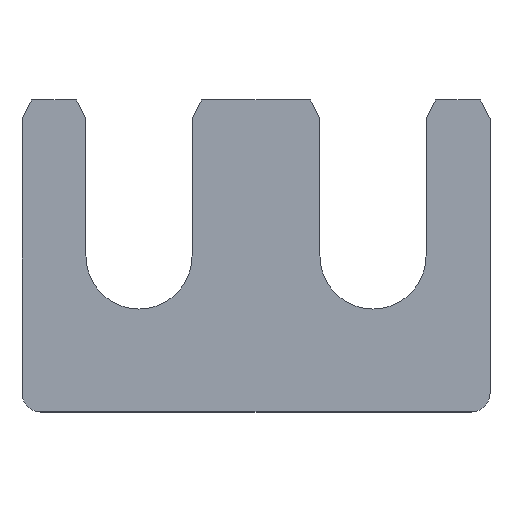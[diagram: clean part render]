
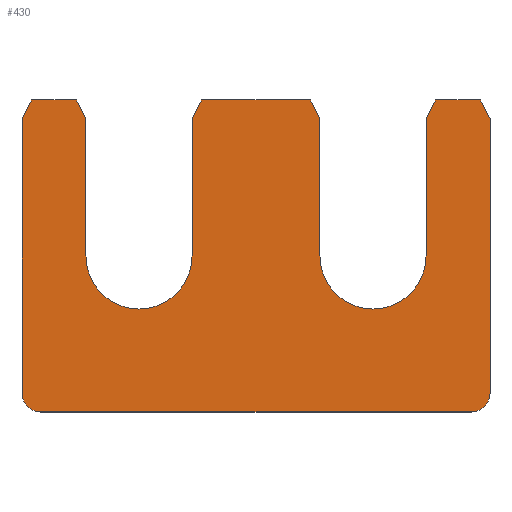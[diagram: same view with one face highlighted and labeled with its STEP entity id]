
A CAD part, top view. The second image highlights one B-rep face of the part: STEP entity #430.
In plain terms, the highlighted planar face has unit normal (0, 0, 1).
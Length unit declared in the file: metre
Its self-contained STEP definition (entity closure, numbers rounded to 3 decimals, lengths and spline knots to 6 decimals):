
#13=CIRCLE('',#449,0.004318);
#15=CIRCLE('',#457,0.001524);
#17=CIRCLE('',#461,0.001524);
#19=CIRCLE('',#469,0.004318);
#104=ORIENTED_EDGE('',*,*,#146,.F.);
#105=ORIENTED_EDGE('',*,*,#150,.F.);
#106=ORIENTED_EDGE('',*,*,#153,.F.);
#107=ORIENTED_EDGE('',*,*,#156,.T.);
#108=ORIENTED_EDGE('',*,*,#159,.T.);
#109=ORIENTED_EDGE('',*,*,#162,.T.);
#110=ORIENTED_EDGE('',*,*,#165,.F.);
#111=ORIENTED_EDGE('',*,*,#168,.F.);
#112=ORIENTED_EDGE('',*,*,#171,.T.);
#113=ORIENTED_EDGE('',*,*,#174,.F.);
#114=ORIENTED_EDGE('',*,*,#177,.T.);
#115=ORIENTED_EDGE('',*,*,#180,.T.);
#116=ORIENTED_EDGE('',*,*,#183,.T.);
#117=ORIENTED_EDGE('',*,*,#186,.T.);
#118=ORIENTED_EDGE('',*,*,#189,.F.);
#119=ORIENTED_EDGE('',*,*,#192,.F.);
#120=ORIENTED_EDGE('',*,*,#195,.T.);
#121=ORIENTED_EDGE('',*,*,#198,.T.);
#122=ORIENTED_EDGE('',*,*,#201,.T.);
#123=ORIENTED_EDGE('',*,*,#203,.T.);
#146=EDGE_CURVE('',#206,#207,#246,.T.);
#150=EDGE_CURVE('',#209,#206,#250,.T.);
#153=EDGE_CURVE('',#211,#209,#13,.T.);
#156=EDGE_CURVE('',#211,#213,#254,.T.);
#159=EDGE_CURVE('',#213,#215,#257,.T.);
#162=EDGE_CURVE('',#215,#217,#260,.T.);
#165=EDGE_CURVE('',#219,#217,#263,.T.);
#168=EDGE_CURVE('',#221,#219,#266,.T.);
#171=EDGE_CURVE('',#221,#223,#15,.T.);
#174=EDGE_CURVE('',#225,#223,#270,.T.);
#177=EDGE_CURVE('',#225,#227,#17,.T.);
#180=EDGE_CURVE('',#227,#229,#274,.T.);
#183=EDGE_CURVE('',#229,#231,#277,.T.);
#186=EDGE_CURVE('',#231,#233,#280,.T.);
#189=EDGE_CURVE('',#235,#233,#283,.T.);
#192=EDGE_CURVE('',#237,#235,#286,.T.);
#195=EDGE_CURVE('',#237,#239,#19,.T.);
#198=EDGE_CURVE('',#239,#241,#290,.T.);
#201=EDGE_CURVE('',#241,#243,#293,.T.);
#203=EDGE_CURVE('',#243,#207,#295,.T.);
#206=VERTEX_POINT('',#595);
#207=VERTEX_POINT('',#597);
#209=VERTEX_POINT('',#603);
#211=VERTEX_POINT('',#609);
#213=VERTEX_POINT('',#615);
#215=VERTEX_POINT('',#621);
#217=VERTEX_POINT('',#627);
#219=VERTEX_POINT('',#633);
#221=VERTEX_POINT('',#639);
#223=VERTEX_POINT('',#645);
#225=VERTEX_POINT('',#651);
#227=VERTEX_POINT('',#657);
#229=VERTEX_POINT('',#663);
#231=VERTEX_POINT('',#669);
#233=VERTEX_POINT('',#675);
#235=VERTEX_POINT('',#681);
#237=VERTEX_POINT('',#687);
#239=VERTEX_POINT('',#693);
#241=VERTEX_POINT('',#699);
#243=VERTEX_POINT('',#705);
#246=LINE('',#596,#298);
#250=LINE('',#604,#302);
#254=LINE('',#616,#306);
#257=LINE('',#622,#309);
#260=LINE('',#628,#312);
#263=LINE('',#634,#315);
#266=LINE('',#640,#318);
#270=LINE('',#652,#322);
#274=LINE('',#664,#326);
#277=LINE('',#670,#329);
#280=LINE('',#676,#332);
#283=LINE('',#682,#335);
#286=LINE('',#688,#338);
#290=LINE('',#700,#342);
#293=LINE('',#706,#345);
#295=LINE('',#709,#347);
#298=VECTOR('',#481,1.);
#302=VECTOR('',#487,1.);
#306=VECTOR('',#499,1.);
#309=VECTOR('',#504,1.);
#312=VECTOR('',#509,1.);
#315=VECTOR('',#514,1.);
#318=VECTOR('',#519,1.);
#322=VECTOR('',#531,1.);
#326=VECTOR('',#543,1.);
#329=VECTOR('',#548,1.);
#332=VECTOR('',#553,1.);
#335=VECTOR('',#558,1.);
#338=VECTOR('',#563,1.);
#342=VECTOR('',#575,1.);
#345=VECTOR('',#580,1.);
#347=VECTOR('',#584,1.);
#368=EDGE_LOOP('',(#104,#105,#106,#107,#108,#109,#110,#111,#112,#113,#114,
#115,#116,#117,#118,#119,#120,#121,#122,#123));
#390=FACE_BOUND('',#368,.T.);
#408=PLANE('',#473);
#430=ADVANCED_FACE('',(#390),#408,.T.);
#449=AXIS2_PLACEMENT_3D('',#610,#493,#494);
#457=AXIS2_PLACEMENT_3D('',#646,#525,#526);
#461=AXIS2_PLACEMENT_3D('',#658,#537,#538);
#469=AXIS2_PLACEMENT_3D('',#694,#569,#570);
#473=AXIS2_PLACEMENT_3D('',#710,#585,#586);
#481=DIRECTION('',(0.454,0.891,0.));
#487=DIRECTION('',(0.,1.,0.));
#493=DIRECTION('',(0.,0.,1.));
#494=DIRECTION('',(1.,0.,0.));
#499=DIRECTION('',(0.,1.,0.));
#504=DIRECTION('',(-0.454,0.891,0.));
#509=DIRECTION('',(-1.,0.,0.));
#514=DIRECTION('',(0.454,0.891,0.));
#519=DIRECTION('',(0.,1.,0.));
#525=DIRECTION('',(0.,0.,1.));
#526=DIRECTION('',(1.,0.,0.));
#531=DIRECTION('',(-1.,0.,0.));
#537=DIRECTION('',(0.,0.,1.));
#538=DIRECTION('',(1.,0.,0.));
#543=DIRECTION('',(0.,1.,0.));
#548=DIRECTION('',(-0.454,0.891,0.));
#553=DIRECTION('',(-1.,0.,0.));
#558=DIRECTION('',(0.454,0.891,0.));
#563=DIRECTION('',(0.,1.,0.));
#569=DIRECTION('',(0.,0.,-1.));
#570=DIRECTION('',(1.,0.,0.));
#575=DIRECTION('',(0.,1.,0.));
#580=DIRECTION('',(-0.454,0.891,0.));
#584=DIRECTION('',(-1.,0.,0.));
#585=DIRECTION('',(0.,0.,1.));
#586=DIRECTION('',(1.,0.,0.));
#595=CARTESIAN_POINT('',(-0.005207,0.011176,0.0005));
#596=CARTESIAN_POINT('',(-0.004819,0.011938,0.0005));
#597=CARTESIAN_POINT('',(-0.00443,0.0127,0.0005));
#603=CARTESIAN_POINT('',(-0.005207,0.,0.0005));
#604=CARTESIAN_POINT('',(-0.005207,0.005588,0.0005));
#609=CARTESIAN_POINT('',(-0.013843,0.,0.0005));
#610=CARTESIAN_POINT('',(-0.009525,0.,0.0005));
#615=CARTESIAN_POINT('',(-0.013843,0.011176,0.0005));
#616=CARTESIAN_POINT('',(-0.013843,0.005588,0.0005));
#621=CARTESIAN_POINT('',(-0.01462,0.0127,0.0005));
#622=CARTESIAN_POINT('',(-0.014231,0.011938,0.0005));
#627=CARTESIAN_POINT('',(-0.018273,0.0127,0.0005));
#628=CARTESIAN_POINT('',(-0.016447,0.0127,0.0005));
#633=CARTESIAN_POINT('',(-0.01905,0.011176,0.0005));
#634=CARTESIAN_POINT('',(-0.018662,0.011938,0.0005));
#639=CARTESIAN_POINT('',(-0.01905,-0.011176,0.0005));
#640=CARTESIAN_POINT('',(-0.01905,0.,0.0005));
#645=CARTESIAN_POINT('',(-0.017526,-0.0127,0.0005));
#646=CARTESIAN_POINT('',(-0.017526,-0.011176,0.0005));
#651=CARTESIAN_POINT('',(0.017526,-0.0127,0.0005));
#652=CARTESIAN_POINT('',(0.,-0.0127,0.0005));
#657=CARTESIAN_POINT('',(0.01905,-0.011176,0.0005));
#658=CARTESIAN_POINT('',(0.017526,-0.011176,0.0005));
#663=CARTESIAN_POINT('',(0.01905,0.011176,0.0005));
#664=CARTESIAN_POINT('',(0.01905,0.,0.0005));
#669=CARTESIAN_POINT('',(0.018273,0.0127,0.0005));
#670=CARTESIAN_POINT('',(0.018662,0.011938,0.0005));
#675=CARTESIAN_POINT('',(0.01462,0.0127,0.0005));
#676=CARTESIAN_POINT('',(0.016447,0.0127,0.0005));
#681=CARTESIAN_POINT('',(0.013843,0.011176,0.0005));
#682=CARTESIAN_POINT('',(0.014231,0.011938,0.0005));
#687=CARTESIAN_POINT('',(0.013843,0.,0.0005));
#688=CARTESIAN_POINT('',(0.013843,0.005588,0.0005));
#693=CARTESIAN_POINT('',(0.005207,0.,0.0005));
#694=CARTESIAN_POINT('',(0.009525,0.,0.0005));
#699=CARTESIAN_POINT('',(0.005207,0.011176,0.0005));
#700=CARTESIAN_POINT('',(0.005207,0.005588,0.0005));
#705=CARTESIAN_POINT('',(0.00443,0.0127,0.0005));
#706=CARTESIAN_POINT('',(0.004819,0.011938,0.0005));
#709=CARTESIAN_POINT('',(0.,0.0127,0.0005));
#710=CARTESIAN_POINT('',(0.,0.,0.0005));
